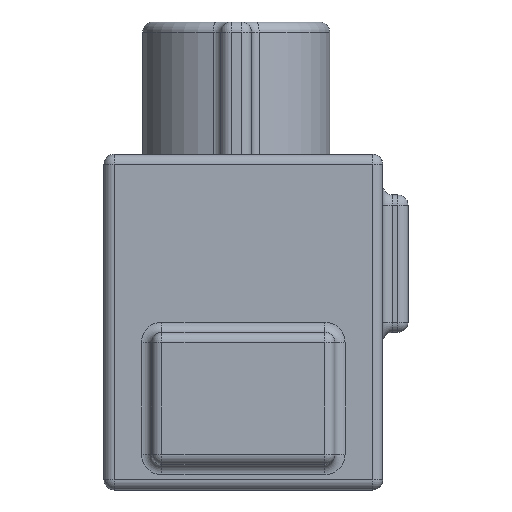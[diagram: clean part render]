
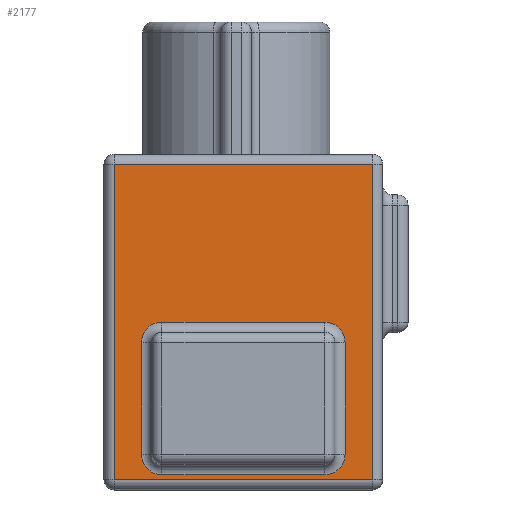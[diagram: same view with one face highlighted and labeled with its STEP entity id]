
A CAD part, left-side view. The second image highlights one B-rep face of the part: STEP entity #2177.
In plain terms, the highlighted planar face has unit normal (-1, 0, 0).
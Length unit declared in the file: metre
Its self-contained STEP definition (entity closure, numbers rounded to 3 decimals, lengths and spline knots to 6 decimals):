
#143=CIRCLE('',#2349,0.002);
#144=CIRCLE('',#2350,0.002);
#145=CIRCLE('',#2351,0.002);
#146=CIRCLE('',#2352,0.002);
#325=ORIENTED_EDGE('',*,*,#983,.F.);
#326=ORIENTED_EDGE('',*,*,#984,.T.);
#327=ORIENTED_EDGE('',*,*,#985,.F.);
#328=ORIENTED_EDGE('',*,*,#986,.T.);
#329=ORIENTED_EDGE('',*,*,#987,.F.);
#330=ORIENTED_EDGE('',*,*,#988,.T.);
#331=ORIENTED_EDGE('',*,*,#989,.F.);
#332=ORIENTED_EDGE('',*,*,#990,.T.);
#333=ORIENTED_EDGE('',*,*,#991,.T.);
#334=ORIENTED_EDGE('',*,*,#992,.T.);
#335=ORIENTED_EDGE('',*,*,#993,.T.);
#336=ORIENTED_EDGE('',*,*,#994,.T.);
#983=EDGE_CURVE('',#1309,#1310,#143,.F.);
#984=EDGE_CURVE('',#1309,#1311,#1497,.F.);
#985=EDGE_CURVE('',#1312,#1311,#144,.F.);
#986=EDGE_CURVE('',#1312,#1313,#1498,.F.);
#987=EDGE_CURVE('',#1314,#1313,#145,.F.);
#988=EDGE_CURVE('',#1314,#1315,#1499,.T.);
#989=EDGE_CURVE('',#1316,#1315,#146,.F.);
#990=EDGE_CURVE('',#1316,#1310,#1500,.T.);
#991=EDGE_CURVE('',#1317,#1318,#1501,.F.);
#992=EDGE_CURVE('',#1318,#1319,#1502,.F.);
#993=EDGE_CURVE('',#1319,#1320,#1503,.T.);
#994=EDGE_CURVE('',#1320,#1317,#1504,.T.);
#1309=VERTEX_POINT('',#3485);
#1310=VERTEX_POINT('',#3486);
#1311=VERTEX_POINT('',#3488);
#1312=VERTEX_POINT('',#3490);
#1313=VERTEX_POINT('',#3492);
#1314=VERTEX_POINT('',#3494);
#1315=VERTEX_POINT('',#3496);
#1316=VERTEX_POINT('',#3498);
#1317=VERTEX_POINT('',#3501);
#1318=VERTEX_POINT('',#3502);
#1319=VERTEX_POINT('',#3504);
#1320=VERTEX_POINT('',#3506);
#1497=LINE('',#3487,#1664);
#1498=LINE('',#3491,#1665);
#1499=LINE('',#3495,#1666);
#1500=LINE('',#3499,#1667);
#1501=LINE('',#3500,#1668);
#1502=LINE('',#3503,#1669);
#1503=LINE('',#3505,#1670);
#1504=LINE('',#3507,#1671);
#1664=VECTOR('',#2706,1.);
#1665=VECTOR('',#2709,1.);
#1666=VECTOR('',#2712,1.);
#1667=VECTOR('',#2715,1.);
#1668=VECTOR('',#2716,1.);
#1669=VECTOR('',#2717,1.);
#1670=VECTOR('',#2718,1.);
#1671=VECTOR('',#2719,1.);
#1813=EDGE_LOOP('',(#325,#326,#327,#328,#329,#330,#331,#332));
#1814=EDGE_LOOP('',(#333,#334,#335,#336));
#1972=FACE_BOUND('',#1813,.T.);
#1973=FACE_BOUND('',#1814,.T.);
#2130=PLANE('',#2348);
#2177=ADVANCED_FACE('',(#1972,#1973),#2130,.F.);
#2348=AXIS2_PLACEMENT_3D('',#3483,#2702,#2703);
#2349=AXIS2_PLACEMENT_3D('',#3484,#2704,#2705);
#2350=AXIS2_PLACEMENT_3D('',#3489,#2707,#2708);
#2351=AXIS2_PLACEMENT_3D('',#3493,#2710,#2711);
#2352=AXIS2_PLACEMENT_3D('',#3497,#2713,#2714);
#2702=DIRECTION('',(1.,0.,0.));
#2703=DIRECTION('',(0.,0.,-1.));
#2704=DIRECTION('',(1.,0.,0.));
#2705=DIRECTION('',(0.,0.,-1.));
#2706=DIRECTION('',(0.,0.,1.));
#2707=DIRECTION('',(1.,0.,0.));
#2708=DIRECTION('',(0.,0.,-1.));
#2709=DIRECTION('',(0.,-1.,0.));
#2710=DIRECTION('',(1.,0.,0.));
#2711=DIRECTION('',(0.,0.,-1.));
#2712=DIRECTION('',(0.,0.,1.));
#2713=DIRECTION('',(1.,0.,0.));
#2714=DIRECTION('',(0.,0.,-1.));
#2715=DIRECTION('',(0.,-1.,0.));
#2716=DIRECTION('',(0.,0.,1.));
#2717=DIRECTION('',(0.,1.,0.));
#2718=DIRECTION('',(0.,0.,1.));
#2719=DIRECTION('',(0.,1.,0.));
#3483=CARTESIAN_POINT('',(-0.0336,0.00725,0.072375));
#3484=CARTESIAN_POINT('',(-0.0336,-0.008,0.086875));
#3485=CARTESIAN_POINT('',(-0.0336,-0.01,0.086875));
#3486=CARTESIAN_POINT('',(-0.0336,-0.008,0.088875));
#3487=CARTESIAN_POINT('',(-0.0336,-0.01,0.074875));
#3488=CARTESIAN_POINT('',(-0.0336,-0.01,0.075875));
#3489=CARTESIAN_POINT('',(-0.0336,-0.008,0.075875));
#3490=CARTESIAN_POINT('',(-0.0336,-0.008,0.073875));
#3491=CARTESIAN_POINT('',(-0.0336,0.009,0.073875));
#3492=CARTESIAN_POINT('',(-0.0336,0.008,0.073875));
#3493=CARTESIAN_POINT('',(-0.0336,0.008,0.075875));
#3494=CARTESIAN_POINT('',(-0.0336,0.01,0.075875));
#3495=CARTESIAN_POINT('',(-0.0336,0.01,0.072375));
#3496=CARTESIAN_POINT('',(-0.0336,0.01,0.086875));
#3497=CARTESIAN_POINT('',(-0.0336,0.008,0.086875));
#3498=CARTESIAN_POINT('',(-0.0336,0.008,0.088875));
#3499=CARTESIAN_POINT('',(-0.0336,0.00725,0.088875));
#3500=CARTESIAN_POINT('',(-0.0336,0.0127,0.072375));
#3501=CARTESIAN_POINT('',(-0.0336,0.0127,0.104375));
#3502=CARTESIAN_POINT('',(-0.0336,0.0127,0.073375));
#3503=CARTESIAN_POINT('',(-0.0336,0.00725,0.073375));
#3504=CARTESIAN_POINT('',(-0.0336,-0.0127,0.073375));
#3505=CARTESIAN_POINT('',(-0.0336,-0.0127,0.072375));
#3506=CARTESIAN_POINT('',(-0.0336,-0.0127,0.104375));
#3507=CARTESIAN_POINT('',(-0.0336,0.0137,0.104375));
